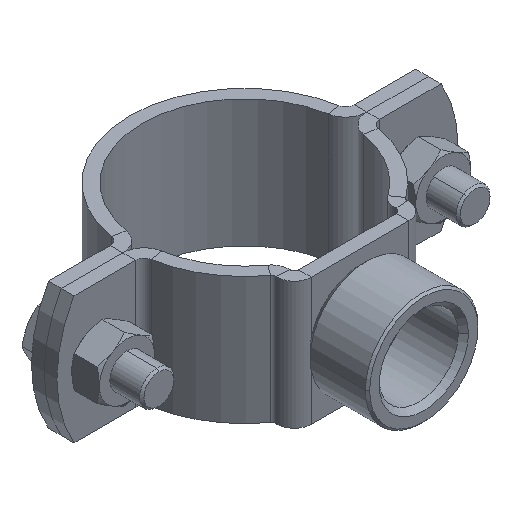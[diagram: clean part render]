
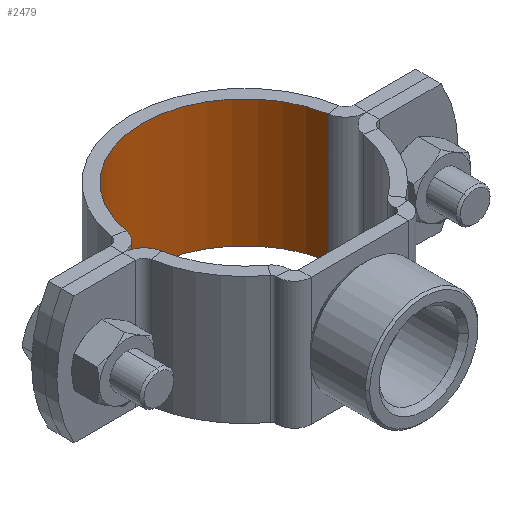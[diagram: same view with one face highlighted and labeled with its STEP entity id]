
A CAD part, isometric view. The second image highlights one B-rep face of the part: STEP entity #2479.
In plain terms, the highlighted cylindrical face has radius 24.15 mm (diameter 48.3 mm), a partial arc.
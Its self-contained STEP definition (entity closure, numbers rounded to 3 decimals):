
#817 = EDGE_LOOP ( 'NONE', ( #852, #848, #847, #846 ) ) ;
#846 = ORIENTED_EDGE ( 'NONE', *, *, #2402, .T. ) ;
#847 = ORIENTED_EDGE ( 'NONE', *, *, #4283, .T. ) ;
#848 = ORIENTED_EDGE ( 'NONE', *, *, #5132, .F. ) ;
#852 = ORIENTED_EDGE ( 'NONE', *, *, #4074, .F. ) ;
#1029 = VERTEX_POINT ( 'NONE', #4772 ) ;
#1399 = DIRECTION ( 'NONE',  ( 0., 0., -1. ) ) ;
#1401 = CARTESIAN_POINT ( 'NONE',  ( -23.792, -4.142, 15. ) ) ;
#1408 = LINE ( 'NONE', #1401, #4540 ) ;
#1998 = AXIS2_PLACEMENT_3D ( 'NONE', #5126, #5125, #5120 ) ;
#2402 = EDGE_CURVE ( 'NONE', #2709, #1029, #4379, .T. ) ;
#2479 = ADVANCED_FACE ( 'NONE', ( #5107 ), #5102, .F. ) ;
#2709 = VERTEX_POINT ( 'NONE', #4093 ) ;
#2866 = AXIS2_PLACEMENT_3D ( 'NONE', #4582, #4581, #4574 ) ;
#3124 = VECTOR ( 'NONE', #4024, 1000. ) ;
#3273 = VERTEX_POINT ( 'NONE', #5019 ) ;
#3280 = VERTEX_POINT ( 'NONE', #4903 ) ;
#3539 = AXIS2_PLACEMENT_3D ( 'NONE', #5082, #5076, #5069 ) ;
#4024 = DIRECTION ( 'NONE',  ( 0., 0., -1. ) ) ;
#4047 = CARTESIAN_POINT ( 'NONE',  ( 23.792, -4.142, 15. ) ) ;
#4074 = EDGE_CURVE ( 'NONE', #3280, #1029, #4240, .T. ) ;
#4093 = CARTESIAN_POINT ( 'NONE',  ( 23.792, -4.142, 15. ) ) ;
#4240 = CIRCLE ( 'NONE', #1998, 24.15 ) ;
#4283 = EDGE_CURVE ( 'NONE', #3273, #2709, #4836, .T. ) ;
#4379 = LINE ( 'NONE', #4047, #3124 ) ;
#4540 = VECTOR ( 'NONE', #1399, 1000. ) ;
#4574 = DIRECTION ( 'NONE',  ( 1., 0., 0. ) ) ;
#4581 = DIRECTION ( 'NONE',  ( 0., 0., 1. ) ) ;
#4582 = CARTESIAN_POINT ( 'NONE',  ( 0., 0., 15. ) ) ;
#4772 = CARTESIAN_POINT ( 'NONE',  ( 23.792, -4.142, -15. ) ) ;
#4836 = CIRCLE ( 'NONE', #2866, 24.15 ) ;
#4903 = CARTESIAN_POINT ( 'NONE',  ( -23.792, -4.142, -15. ) ) ;
#5019 = CARTESIAN_POINT ( 'NONE',  ( -23.792, -4.142, 15. ) ) ;
#5069 = DIRECTION ( 'NONE',  ( -1., 0., 0. ) ) ;
#5076 = DIRECTION ( 'NONE',  ( 0., 0., -1. ) ) ;
#5082 = CARTESIAN_POINT ( 'NONE',  ( 0., 0., 15. ) ) ;
#5102 = CYLINDRICAL_SURFACE ( 'NONE', #3539, 24.15 ) ;
#5107 = FACE_OUTER_BOUND ( 'NONE', #817, .T. ) ;
#5120 = DIRECTION ( 'NONE',  ( 1., 0., 0. ) ) ;
#5125 = DIRECTION ( 'NONE',  ( 0., 0., 1. ) ) ;
#5126 = CARTESIAN_POINT ( 'NONE',  ( 0., 0., -15. ) ) ;
#5132 = EDGE_CURVE ( 'NONE', #3273, #3280, #1408, .T. ) ;
